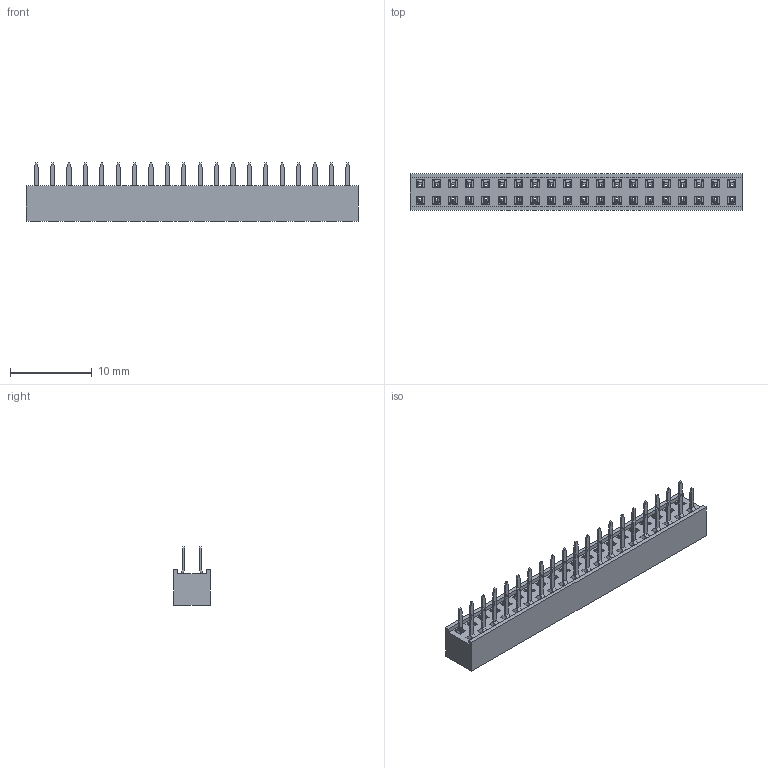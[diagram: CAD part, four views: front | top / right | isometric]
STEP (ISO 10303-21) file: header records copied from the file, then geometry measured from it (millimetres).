
FILE_DESCRIPTION (( 'STEP AP214' ), '1' );
FILE_NAME ('FFH20001-D40S1014K6K-A-REF .STEP', '2025-12-04T09:56:29', ( '' ), ( '' ), 'SwSTEP 2.0', 'SolidWorks 2021', '' );
FILE_SCHEMA (( 'AUTOMOTIVE_DESIGN' ));
Length unit declared in the file: millimetre
Products named in the file (1): FFH20001-D40S1014K6K-A-REF 
Bounding box: 40.5 x 4.5 x 7.1 mm (x, y, z)
Volume: 627.1 mm3; surface area: 1780.6 mm2
Topology: 1 solids, 1 shells, 3050 faces, 7384 edges, 4256 vertices
Faces by surface type: plane 2490, cylinder 560
Entity records: 86162 total; most frequent: CARTESIAN_POINT 14931, ORIENTED_EDGE 14768, DIRECTION 14526, EDGE_CURVE 7384, VECTOR 6184, LINE 6184, VERTEX_POINT 4256, AXIS2_PLACEMENT_3D 4171
